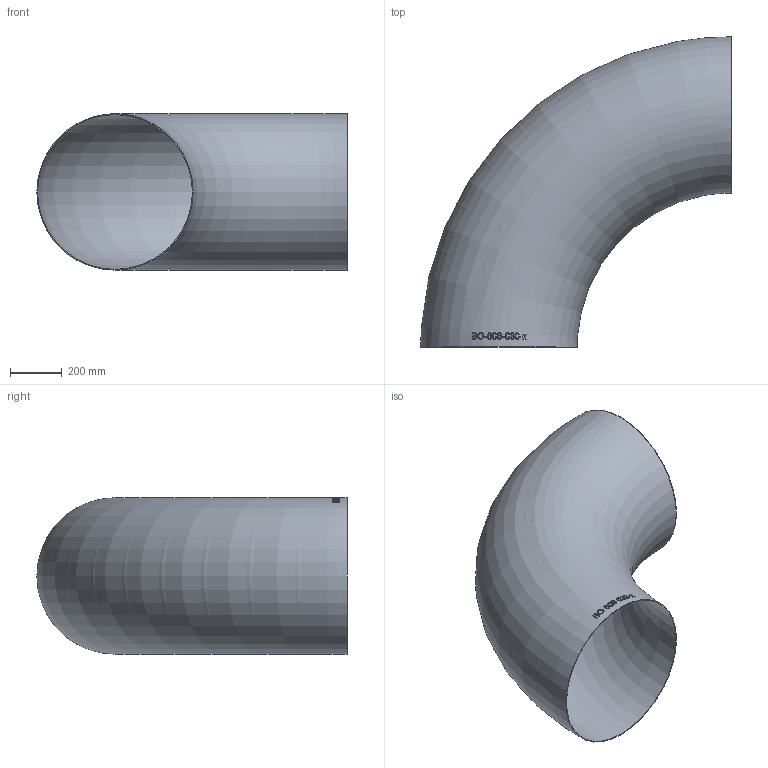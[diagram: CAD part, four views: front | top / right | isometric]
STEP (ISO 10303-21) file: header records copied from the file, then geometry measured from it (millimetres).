
FILE_DESCRIPTION (( 'STEP AP214' ), '1' );
FILE_NAME ('BO-606-030-x Bogen 2005.STEP', '2020-05-01T09:26:37', ( '' ), ( '' ), 'SwSTEP 2.0', 'SolidWorks 2019', '' );
FILE_SCHEMA (( 'AUTOMOTIVE_DESIGN' ));
Length unit declared in the file: millimetre
Products named in the file (1): BO-606-030-x Bogen 2005
Bounding box: 1203 x 1203 x 606 mm (x, y, z)
Volume: 8034307.1 mm3; surface area: 5367646.9 mm2
Topology: 1 solids, 1 shells, 158 faces, 412 edges, 275 vertices
Faces by surface type: bspline 133, torus 23, plane 2
Entity records: 46490 total; most frequent: CARTESIAN_POINT 42212, ORIENTED_EDGE 806, EDGE_CURVE 403, B_SPLINE_CURVE_WITH_KNOTS 399, VERTEX_POINT 270, EDGE_LOOP 181, FACE_OUTER_BOUND 159, ADVANCED_FACE 157
